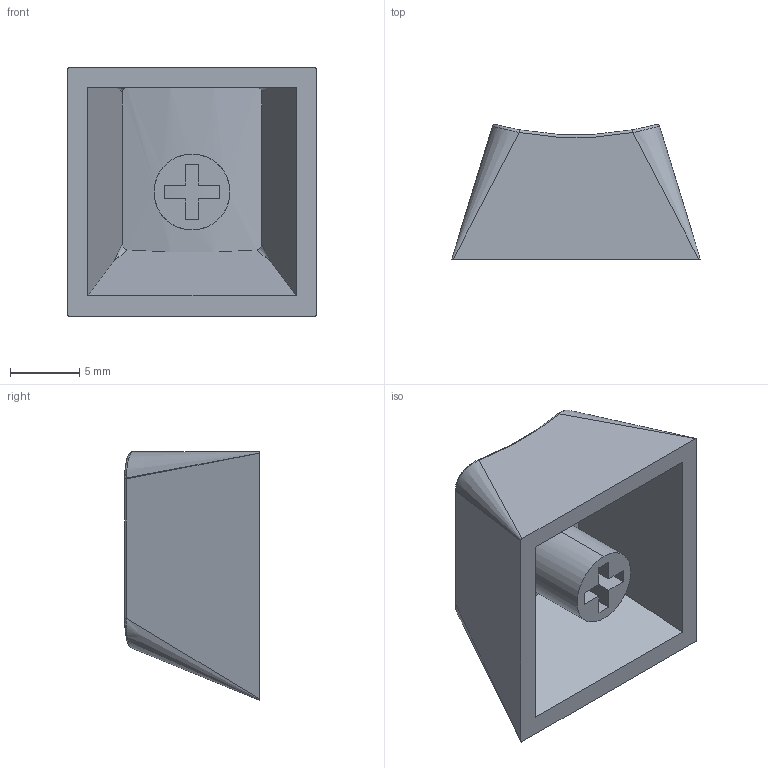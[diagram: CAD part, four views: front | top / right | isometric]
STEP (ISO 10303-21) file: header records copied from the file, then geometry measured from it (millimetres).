
FILE_DESCRIPTION (( 'STEP AP214' ), '1' );
FILE_NAME ('7A0B6902-B704-44E3-BCAA-D3CEDBA491D7.STEP', '2022-11-03T12:18:34', ( '' ), ( '' ), 'SwSTEP 2.0', 'SolidWorks 2022', '' );
FILE_SCHEMA (( 'AUTOMOTIVE_DESIGN' ));
Length unit declared in the file: millimetre
Products named in the file (1): 7A0B6902-B704-44E3-BCAA-D3CEDBA491D7
Bounding box: 18 x 9.76 x 18 mm (x, y, z)
Volume: 1046.4 mm3; surface area: 1658.8 mm2
Topology: 1 solids, 1 shells, 45 faces, 116 edges, 71 vertices
Faces by surface type: plane 22, cone 10, cylinder 7, bspline 6
Entity records: 1909 total; most frequent: CARTESIAN_POINT 884, ORIENTED_EDGE 222, DIRECTION 181, EDGE_CURVE 111, VERTEX_POINT 71, LINE 65, VECTOR 65, AXIS2_PLACEMENT_3D 58
